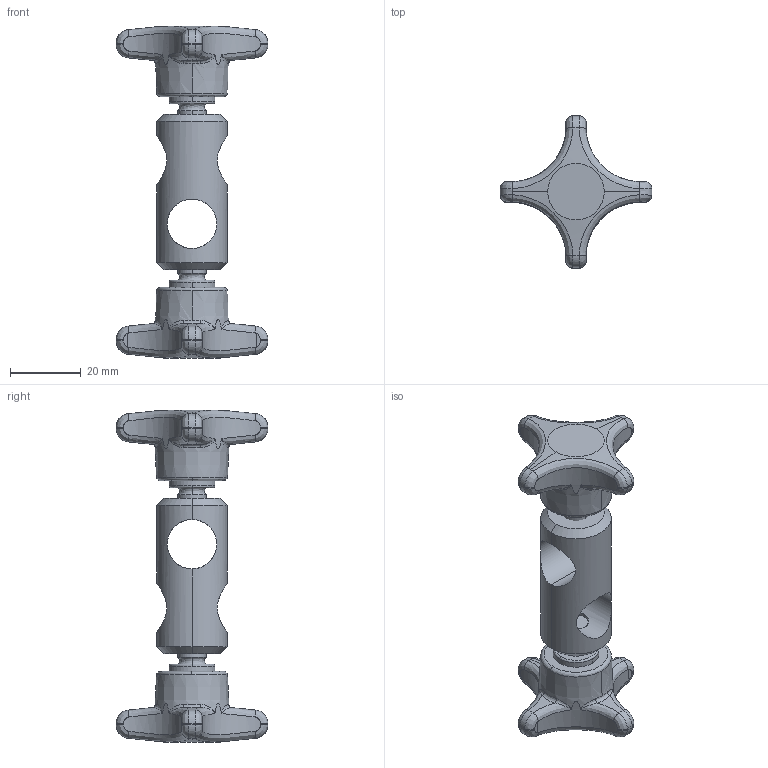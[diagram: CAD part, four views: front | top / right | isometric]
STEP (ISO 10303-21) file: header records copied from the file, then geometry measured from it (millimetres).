
FILE_DESCRIPTION (( 'STEP AP214' ), '1' );
FILE_NAME ('Rexnord-S0661-675732.STEP', '2023-08-01T09:07:07', ( '' ), ( '' ), 'SwSTEP 2.0', 'SolidWorks 2022', '' );
FILE_SCHEMA (( 'AUTOMOTIVE_DESIGN' ));
Length unit declared in the file: millimetre
Products named in the file (3): Rexnord-S0661-675732_MIDDLE_NO POSITIONER; Rexnord-S0661-675732; Rexnord-S0661-675732_KNOB
Assembly tree (3 placements, depth 2):
  Rexnord-S0661-675732
    Rexnord-S0661-675732_MIDDLE_NO POSITIONER
    Rexnord-S0661-675732_KNOB  x2
Bounding box: 43 x 43 x 94 mm (x, y, z)
Volume: 27037.6 mm3; surface area: 10713.9 mm2
Topology: 5 solids, 5 shells, 214 faces, 521 edges, 316 vertices
Faces by surface type: bspline 108, cylinder 60, cone 34, plane 12
Entity records: 8713 total; most frequent: CARTESIAN_POINT 5303, ORIENTED_EDGE 562, DIRECTION 343, EDGE_CURVE 281, VERTEX_POINT 170, AXIS2_PLACEMENT_3D 145, EDGE_LOOP 123, FACE_OUTER_BOUND 115
